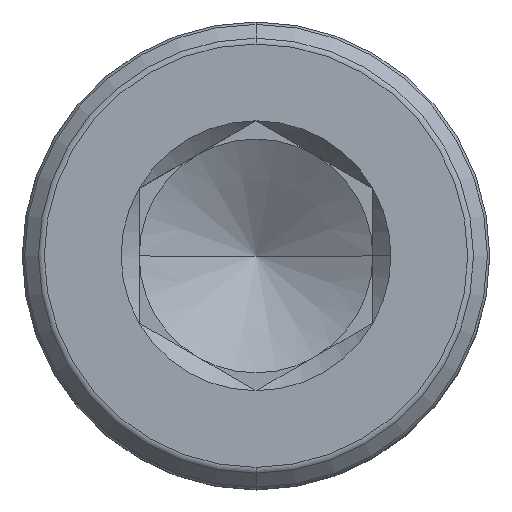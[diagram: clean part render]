
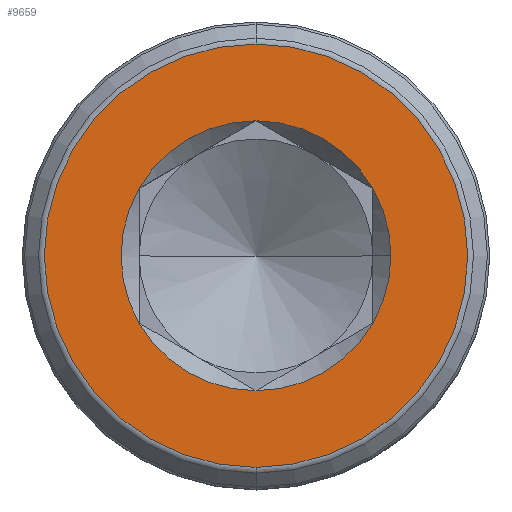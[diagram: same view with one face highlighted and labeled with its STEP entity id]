
A CAD part, top view. The second image highlights one B-rep face of the part: STEP entity #9659.
In plain terms, the highlighted planar face has unit normal (0, 0, 1).
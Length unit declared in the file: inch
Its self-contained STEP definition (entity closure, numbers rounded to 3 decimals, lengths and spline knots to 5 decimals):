
#82 = AXIS2_PLACEMENT_3D ( 'NONE', #7183, #10228, #9186 ) ;
#411 = DIRECTION ( 'NONE',  ( 0., -1., 0. ) ) ;
#418 = CIRCLE ( 'NONE', #3113, 0.10825 ) ;
#442 = EDGE_CURVE ( 'NONE', #9130, #9241, #5290, .T. ) ;
#570 = DIRECTION ( 'NONE',  ( 0., 0., 1. ) ) ;
#648 = VERTEX_POINT ( 'NONE', #8780 ) ;
#854 = CARTESIAN_POINT ( 'NONE',  ( 0., 0.16978, 0.875 ) ) ;
#923 = ORIENTED_EDGE ( 'NONE', *, *, #6413, .F. ) ;
#976 = CIRCLE ( 'NONE', #2164, 0.16978 ) ;
#1099 = VERTEX_POINT ( 'NONE', #5084 ) ;
#1113 = VERTEX_POINT ( 'NONE', #11015 ) ;
#1410 = EDGE_CURVE ( 'NONE', #2041, #4025, #976, .T. ) ;
#1554 = DIRECTION ( 'NONE',  ( 0., 0., -1. ) ) ;
#1685 = AXIS2_PLACEMENT_3D ( 'NONE', #5335, #12273, #11172 ) ;
#1724 = EDGE_LOOP ( 'NONE', ( #923, #2985, #6658, #7002, #9752, #12545, #9021 ) ) ;
#2041 = VERTEX_POINT ( 'NONE', #854 ) ;
#2164 = AXIS2_PLACEMENT_3D ( 'NONE', #5355, #6352, #411 ) ;
#2300 = AXIS2_PLACEMENT_3D ( 'NONE', #9447, #3710, #4364 ) ;
#2396 = AXIS2_PLACEMENT_3D ( 'NONE', #4546, #1554, #9539 ) ;
#2437 = CIRCLE ( 'NONE', #4741, 0.10825 ) ;
#2462 = CIRCLE ( 'NONE', #2502, 0.10825 ) ;
#2502 = AXIS2_PLACEMENT_3D ( 'NONE', #5504, #570, #12448 ) ;
#2741 = CARTESIAN_POINT ( 'NONE',  ( 0., 0., 0.875 ) ) ;
#2919 = ORIENTED_EDGE ( 'NONE', *, *, #8488, .T. ) ;
#2985 = ORIENTED_EDGE ( 'NONE', *, *, #7507, .F. ) ;
#3109 = CARTESIAN_POINT ( 'NONE',  ( 0., -0.10825, 0.875 ) ) ;
#3113 = AXIS2_PLACEMENT_3D ( 'NONE', #10358, #9324, #7406 ) ;
#3340 = CARTESIAN_POINT ( 'NONE',  ( 0., 0., 0.875 ) ) ;
#3388 = AXIS2_PLACEMENT_3D ( 'NONE', #11282, #12151, #11194 ) ;
#3408 = EDGE_CURVE ( 'NONE', #648, #4667, #7241, .T. ) ;
#3710 = DIRECTION ( 'NONE',  ( 0., 0., 1. ) ) ;
#3915 = EDGE_CURVE ( 'NONE', #1113, #1099, #2437, .T. ) ;
#4025 = VERTEX_POINT ( 'NONE', #7539 ) ;
#4210 = ORIENTED_EDGE ( 'NONE', *, *, #1410, .T. ) ;
#4364 = DIRECTION ( 'NONE',  ( 1., 0., 0. ) ) ;
#4546 = CARTESIAN_POINT ( 'NONE',  ( 0., 0.16978, 0.875 ) ) ;
#4667 = VERTEX_POINT ( 'NONE', #12324 ) ;
#4741 = AXIS2_PLACEMENT_3D ( 'NONE', #3340, #5630, #10273 ) ;
#4892 = AXIS2_PLACEMENT_3D ( 'NONE', #2741, #10591, #11618 ) ;
#5084 = CARTESIAN_POINT ( 'NONE',  ( 0.09375, 0.05413, 0.875 ) ) ;
#5290 = CIRCLE ( 'NONE', #1685, 0.10825 ) ;
#5324 = CARTESIAN_POINT ( 'NONE',  ( 0., 0.10825, 0.875 ) ) ;
#5335 = CARTESIAN_POINT ( 'NONE',  ( 0., 0., 0.875 ) ) ;
#5355 = CARTESIAN_POINT ( 'NONE',  ( 0., 0., 0.875 ) ) ;
#5496 = PLANE ( 'NONE',  #2396 ) ;
#5504 = CARTESIAN_POINT ( 'NONE',  ( 0., 0., 0.875 ) ) ;
#5630 = DIRECTION ( 'NONE',  ( 0., 0., 1. ) ) ;
#6089 = EDGE_CURVE ( 'NONE', #9241, #1113, #2462, .T. ) ;
#6352 = DIRECTION ( 'NONE',  ( 0., 0., 1. ) ) ;
#6413 = EDGE_CURVE ( 'NONE', #9650, #648, #9452, .T. ) ;
#6658 = ORIENTED_EDGE ( 'NONE', *, *, #3915, .F. ) ;
#7002 = ORIENTED_EDGE ( 'NONE', *, *, #6089, .F. ) ;
#7183 = CARTESIAN_POINT ( 'NONE',  ( 0., 0., 0.875 ) ) ;
#7241 = CIRCLE ( 'NONE', #82, 0.10825 ) ;
#7406 = DIRECTION ( 'NONE',  ( 1., 0., 0. ) ) ;
#7414 = CIRCLE ( 'NONE', #2300, 0.10825 ) ;
#7507 = EDGE_CURVE ( 'NONE', #1099, #9650, #7414, .T. ) ;
#7539 = CARTESIAN_POINT ( 'NONE',  ( 0., -0.16978, 0.875 ) ) ;
#7768 = EDGE_LOOP ( 'NONE', ( #2919, #4210 ) ) ;
#8488 = EDGE_CURVE ( 'NONE', #4025, #2041, #10809, .T. ) ;
#8780 = CARTESIAN_POINT ( 'NONE',  ( -0.09375, 0.05413, 0.875 ) ) ;
#9021 = ORIENTED_EDGE ( 'NONE', *, *, #3408, .F. ) ;
#9130 = VERTEX_POINT ( 'NONE', #3109 ) ;
#9186 = DIRECTION ( 'NONE',  ( 1., 0., 0. ) ) ;
#9241 = VERTEX_POINT ( 'NONE', #9318 ) ;
#9318 = CARTESIAN_POINT ( 'NONE',  ( 0.09375, -0.05413, 0.875 ) ) ;
#9324 = DIRECTION ( 'NONE',  ( 0., 0., 1. ) ) ;
#9447 = CARTESIAN_POINT ( 'NONE',  ( 0., 0., 0.875 ) ) ;
#9452 = CIRCLE ( 'NONE', #4892, 0.10825 ) ;
#9539 = DIRECTION ( 'NONE',  ( 0., 1., 0. ) ) ;
#9650 = VERTEX_POINT ( 'NONE', #5324 ) ;
#9659 = ADVANCED_FACE ( 'NONE', ( #11401, #10002 ), #5496, .F. ) ;
#9752 = ORIENTED_EDGE ( 'NONE', *, *, #442, .F. ) ;
#10002 = FACE_OUTER_BOUND ( 'NONE', #7768, .T. ) ;
#10228 = DIRECTION ( 'NONE',  ( 0., 0., 1. ) ) ;
#10273 = DIRECTION ( 'NONE',  ( 1., 0., 0. ) ) ;
#10358 = CARTESIAN_POINT ( 'NONE',  ( 0., 0., 0.875 ) ) ;
#10591 = DIRECTION ( 'NONE',  ( 0., 0., 1. ) ) ;
#10809 = CIRCLE ( 'NONE', #3388, 0.16978 ) ;
#11015 = CARTESIAN_POINT ( 'NONE',  ( 0.10825, 0., 0.875 ) ) ;
#11172 = DIRECTION ( 'NONE',  ( 1., 0., 0. ) ) ;
#11194 = DIRECTION ( 'NONE',  ( 0., -1., 0. ) ) ;
#11282 = CARTESIAN_POINT ( 'NONE',  ( 0., 0., 0.875 ) ) ;
#11401 = FACE_BOUND ( 'NONE', #1724, .T. ) ;
#11618 = DIRECTION ( 'NONE',  ( 1., 0., 0. ) ) ;
#12151 = DIRECTION ( 'NONE',  ( 0., 0., 1. ) ) ;
#12273 = DIRECTION ( 'NONE',  ( 0., 0., 1. ) ) ;
#12324 = CARTESIAN_POINT ( 'NONE',  ( -0.09375, -0.05413, 0.875 ) ) ;
#12448 = DIRECTION ( 'NONE',  ( 1., 0., 0. ) ) ;
#12545 = ORIENTED_EDGE ( 'NONE', *, *, #12631, .F. ) ;
#12631 = EDGE_CURVE ( 'NONE', #4667, #9130, #418, .T. ) ;
